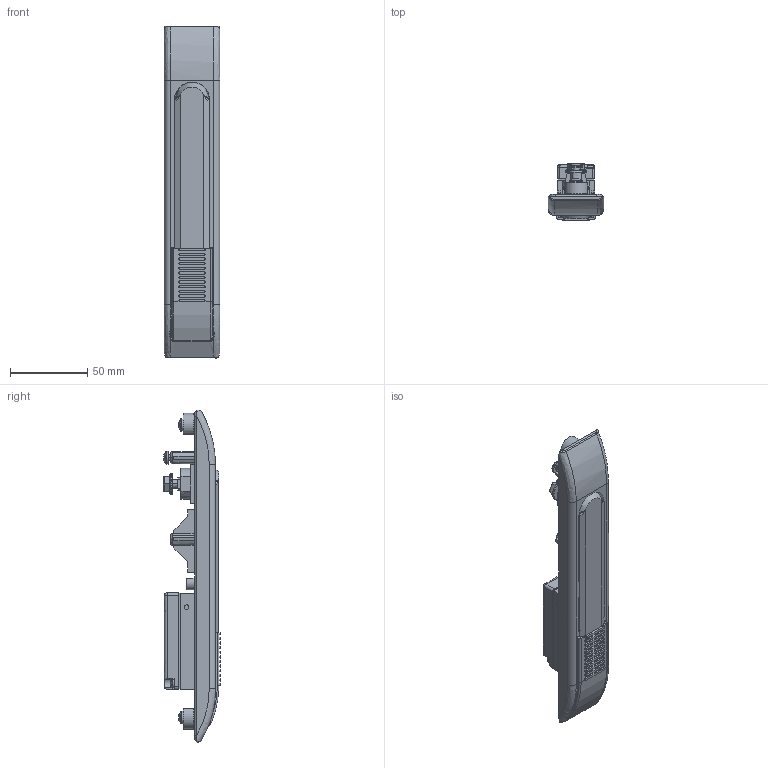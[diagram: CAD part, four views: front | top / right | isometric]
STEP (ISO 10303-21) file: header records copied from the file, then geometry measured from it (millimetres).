
FILE_DESCRIPTION((''),'2;1');
FILE_NAME('','2013-02-25T10:29:37',(''),(''),'','CADfix','');
FILE_SCHEMA(('AUTOMOTIVE_DESIGN { 1 0 10303 214 1 1 1 1 }'));
Length unit declared in the file: millimetre
Bounding box: 36 x 37.02 x 215.5 mm (x, y, z)
Volume: 116060.5 mm3; surface area: 48815.2 mm2
Topology: 4 solids, 4 shells, 722 faces, 2015 edges, 1350 vertices
Faces by surface type: bspline 722
Entity records: 26737 total; most frequent: CARTESIAN_POINT 15317, ORIENTED_EDGE 4026, EDGE_CURVE 2013, VERTEX_POINT 1350, QUASI_UNIFORM_CURVE 1110, EDGE_LOOP 777, FACE_OUTER_BOUND 722, ADVANCED_FACE 722
